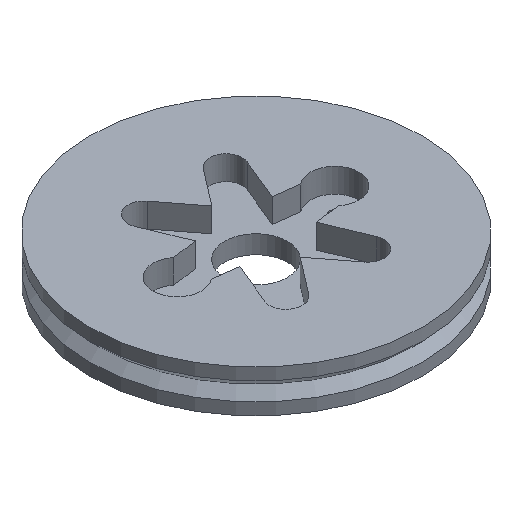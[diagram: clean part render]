
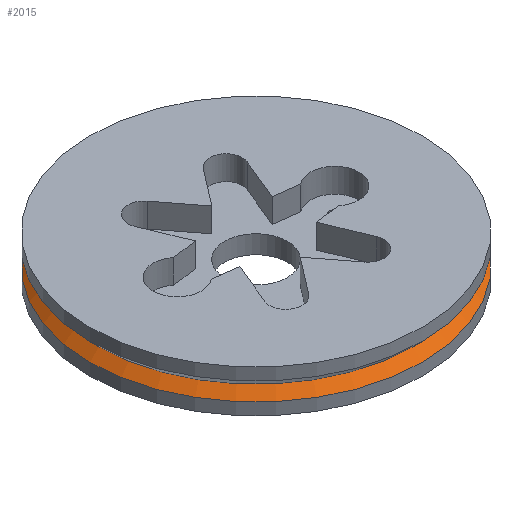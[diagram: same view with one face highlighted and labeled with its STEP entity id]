
A CAD part, isometric view. The second image highlights one B-rep face of the part: STEP entity #2015.
In plain terms, the highlighted conical face has half-angle 45 degrees and reference radius 26 mm.
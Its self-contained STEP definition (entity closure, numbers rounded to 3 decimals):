
#767 = CONICAL_SURFACE('',#768,27.5,0.785);
#768 = AXIS2_PLACEMENT_3D('',#769,#770,#771);
#769 = CARTESIAN_POINT('',(0.,0.,1.5));
#770 = DIRECTION('',(0.,0.,1.));
#771 = DIRECTION('',(1.,0.,0.));
#1966 = VERTEX_POINT('',#1967);
#1967 = CARTESIAN_POINT('',(26.,0.,0.));
#1988 = EDGE_CURVE('',#1966,#1966,#1989,.T.);
#1989 = SURFACE_CURVE('',#1990,(#1995,#2002),.PCURVE_S1.);
#1990 = CIRCLE('',#1991,26.);
#1991 = AXIS2_PLACEMENT_3D('',#1992,#1993,#1994);
#1992 = CARTESIAN_POINT('',(0.,0.,0.));
#1993 = DIRECTION('',(0.,0.,-1.));
#1994 = DIRECTION('',(1.,0.,0.));
#1995 = PCURVE('',#767,#1996);
#1996 = DEFINITIONAL_REPRESENTATION('',(#1997),#2001);
#1997 = LINE('',#1998,#1999);
#1998 = CARTESIAN_POINT('',(-0.,-1.5));
#1999 = VECTOR('',#2000,1.);
#2000 = DIRECTION('',(-1.,-0.));
#2001 = ( GEOMETRIC_REPRESENTATION_CONTEXT(2) 
PARAMETRIC_REPRESENTATION_CONTEXT() REPRESENTATION_CONTEXT('2D SPACE',''
  ) );
#2002 = PCURVE('',#2003,#2008);
#2003 = CONICAL_SURFACE('',#2004,26.,0.785);
#2004 = AXIS2_PLACEMENT_3D('',#2005,#2006,#2007);
#2005 = CARTESIAN_POINT('',(0.,0.,0.));
#2006 = DIRECTION('',(0.,0.,-1.));
#2007 = DIRECTION('',(1.,0.,0.));
#2008 = DEFINITIONAL_REPRESENTATION('',(#2009),#2013);
#2009 = LINE('',#2010,#2011);
#2010 = CARTESIAN_POINT('',(0.,0.));
#2011 = VECTOR('',#2012,1.);
#2012 = DIRECTION('',(1.,0.));
#2013 = ( GEOMETRIC_REPRESENTATION_CONTEXT(2) 
PARAMETRIC_REPRESENTATION_CONTEXT() REPRESENTATION_CONTEXT('2D SPACE',''
  ) );
#2015 = ADVANCED_FACE('',(#2016),#2003,.T.);
#2016 = FACE_BOUND('',#2017,.T.);
#2017 = EDGE_LOOP('',(#2018,#2019,#2042,#2069));
#2018 = ORIENTED_EDGE('',*,*,#1988,.T.);
#2019 = ORIENTED_EDGE('',*,*,#2020,.T.);
#2020 = EDGE_CURVE('',#1966,#2021,#2023,.T.);
#2021 = VERTEX_POINT('',#2022);
#2022 = CARTESIAN_POINT('',(27.5,0.,-1.5));
#2023 = SEAM_CURVE('',#2024,(#2028,#2035),.PCURVE_S1.);
#2024 = LINE('',#2025,#2026);
#2025 = CARTESIAN_POINT('',(26.,0.,0.));
#2026 = VECTOR('',#2027,1.);
#2027 = DIRECTION('',(0.707,0.,-0.707
    ));
#2028 = PCURVE('',#2003,#2029);
#2029 = DEFINITIONAL_REPRESENTATION('',(#2030),#2034);
#2030 = LINE('',#2031,#2032);
#2031 = CARTESIAN_POINT('',(0.,0.));
#2032 = VECTOR('',#2033,1.);
#2033 = DIRECTION('',(0.,1.));
#2034 = ( GEOMETRIC_REPRESENTATION_CONTEXT(2) 
PARAMETRIC_REPRESENTATION_CONTEXT() REPRESENTATION_CONTEXT('2D SPACE',''
  ) );
#2035 = PCURVE('',#2003,#2036);
#2036 = DEFINITIONAL_REPRESENTATION('',(#2037),#2041);
#2037 = LINE('',#2038,#2039);
#2038 = CARTESIAN_POINT('',(6.283,0.));
#2039 = VECTOR('',#2040,1.);
#2040 = DIRECTION('',(0.,1.));
#2041 = ( GEOMETRIC_REPRESENTATION_CONTEXT(2) 
PARAMETRIC_REPRESENTATION_CONTEXT() REPRESENTATION_CONTEXT('2D SPACE',''
  ) );
#2042 = ORIENTED_EDGE('',*,*,#2043,.F.);
#2043 = EDGE_CURVE('',#2021,#2021,#2044,.T.);
#2044 = SURFACE_CURVE('',#2045,(#2050,#2057),.PCURVE_S1.);
#2045 = CIRCLE('',#2046,27.5);
#2046 = AXIS2_PLACEMENT_3D('',#2047,#2048,#2049);
#2047 = CARTESIAN_POINT('',(0.,0.,-1.5));
#2048 = DIRECTION('',(0.,0.,-1.));
#2049 = DIRECTION('',(1.,0.,0.));
#2050 = PCURVE('',#2003,#2051);
#2051 = DEFINITIONAL_REPRESENTATION('',(#2052),#2056);
#2052 = LINE('',#2053,#2054);
#2053 = CARTESIAN_POINT('',(0.,1.5));
#2054 = VECTOR('',#2055,1.);
#2055 = DIRECTION('',(1.,0.));
#2056 = ( GEOMETRIC_REPRESENTATION_CONTEXT(2) 
PARAMETRIC_REPRESENTATION_CONTEXT() REPRESENTATION_CONTEXT('2D SPACE',''
  ) );
#2057 = PCURVE('',#2058,#2063);
#2058 = CYLINDRICAL_SURFACE('',#2059,27.5);
#2059 = AXIS2_PLACEMENT_3D('',#2060,#2061,#2062);
#2060 = CARTESIAN_POINT('',(0.,0.,-1.5));
#2061 = DIRECTION('',(0.,0.,-1.));
#2062 = DIRECTION('',(1.,0.,0.));
#2063 = DEFINITIONAL_REPRESENTATION('',(#2064),#2068);
#2064 = LINE('',#2065,#2066);
#2065 = CARTESIAN_POINT('',(0.,0.));
#2066 = VECTOR('',#2067,1.);
#2067 = DIRECTION('',(1.,0.));
#2068 = ( GEOMETRIC_REPRESENTATION_CONTEXT(2) 
PARAMETRIC_REPRESENTATION_CONTEXT() REPRESENTATION_CONTEXT('2D SPACE',''
  ) );
#2069 = ORIENTED_EDGE('',*,*,#2020,.F.);
